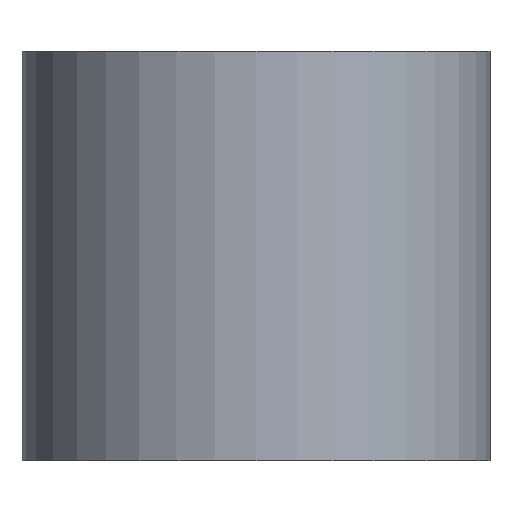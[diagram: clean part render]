
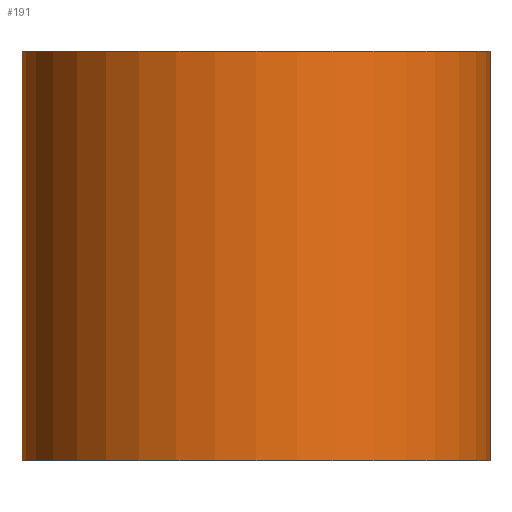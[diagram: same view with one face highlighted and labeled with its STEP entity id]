
A CAD part, front view. The second image highlights one B-rep face of the part: STEP entity #191.
In plain terms, the highlighted cylindrical face has radius 4 mm (diameter 8 mm), a partial arc.
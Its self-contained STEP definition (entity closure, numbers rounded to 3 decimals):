
#2 = EDGE_LOOP ( 'NONE', ( #122, #51, #200, #97 ) ) ;
#9 = AXIS2_PLACEMENT_3D ( 'NONE', #27, #62, #144 ) ;
#14 = CIRCLE ( 'NONE', #159, 4. ) ;
#19 = CARTESIAN_POINT ( 'NONE',  ( 4., 0., 7. ) ) ;
#26 = DIRECTION ( 'NONE',  ( 0., 0., 1. ) ) ;
#27 = CARTESIAN_POINT ( 'NONE',  ( 0., 0., 7. ) ) ;
#31 = CARTESIAN_POINT ( 'NONE',  ( 4., 0., 7. ) ) ;
#36 = VECTOR ( 'NONE', #111, 1000. ) ;
#38 = EDGE_CURVE ( 'NONE', #186, #55, #14, .T. ) ;
#45 = CARTESIAN_POINT ( 'NONE',  ( -4., 0., 7. ) ) ;
#47 = DIRECTION ( 'NONE',  ( 0., 0., -1. ) ) ;
#51 = ORIENTED_EDGE ( 'NONE', *, *, #38, .F. ) ;
#52 = LINE ( 'NONE', #45, #36 ) ;
#53 = VERTEX_POINT ( 'NONE', #85 ) ;
#55 = VERTEX_POINT ( 'NONE', #31 ) ;
#61 = DIRECTION ( 'NONE',  ( 1., 0., 0. ) ) ;
#62 = DIRECTION ( 'NONE',  ( 0., 0., -1. ) ) ;
#66 = LINE ( 'NONE', #19, #128 ) ;
#71 = EDGE_CURVE ( 'NONE', #55, #137, #66, .T. ) ;
#76 = CARTESIAN_POINT ( 'NONE',  ( 4., 0., 0. ) ) ;
#79 = CARTESIAN_POINT ( 'NONE',  ( 0., 0., 0. ) ) ;
#85 = CARTESIAN_POINT ( 'NONE',  ( -4., 0., 0. ) ) ;
#92 = EDGE_CURVE ( 'NONE', #186, #53, #52, .T. ) ;
#97 = ORIENTED_EDGE ( 'NONE', *, *, #124, .T. ) ;
#99 = CIRCLE ( 'NONE', #133, 4. ) ;
#104 = FACE_OUTER_BOUND ( 'NONE', #2, .T. ) ;
#111 = DIRECTION ( 'NONE',  ( 0., 0., -1. ) ) ;
#122 = ORIENTED_EDGE ( 'NONE', *, *, #71, .F. ) ;
#124 = EDGE_CURVE ( 'NONE', #53, #137, #99, .T. ) ;
#128 = VECTOR ( 'NONE', #47, 1000. ) ;
#133 = AXIS2_PLACEMENT_3D ( 'NONE', #79, #26, #61 ) ;
#137 = VERTEX_POINT ( 'NONE', #76 ) ;
#144 = DIRECTION ( 'NONE',  ( -1., 0., 0. ) ) ;
#159 = AXIS2_PLACEMENT_3D ( 'NONE', #181, #167, #201 ) ;
#167 = DIRECTION ( 'NONE',  ( 0., 0., 1. ) ) ;
#174 = CARTESIAN_POINT ( 'NONE',  ( -4., 0., 7. ) ) ;
#181 = CARTESIAN_POINT ( 'NONE',  ( 0., 0., 7. ) ) ;
#186 = VERTEX_POINT ( 'NONE', #174 ) ;
#191 = ADVANCED_FACE ( 'NONE', ( #104 ), #198, .T. ) ;
#198 = CYLINDRICAL_SURFACE ( 'NONE', #9, 4. ) ;
#200 = ORIENTED_EDGE ( 'NONE', *, *, #92, .T. ) ;
#201 = DIRECTION ( 'NONE',  ( 1., 0., 0. ) ) ;
